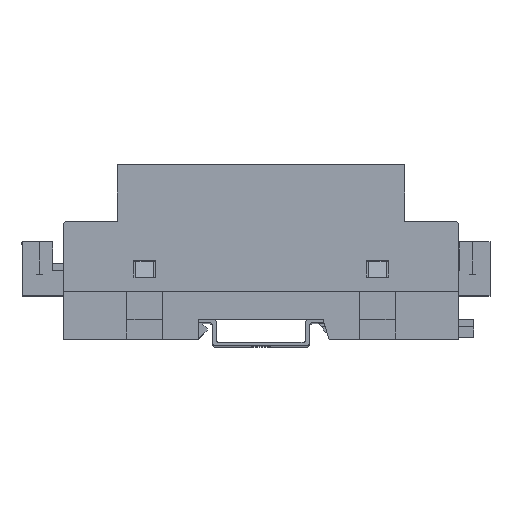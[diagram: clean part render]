
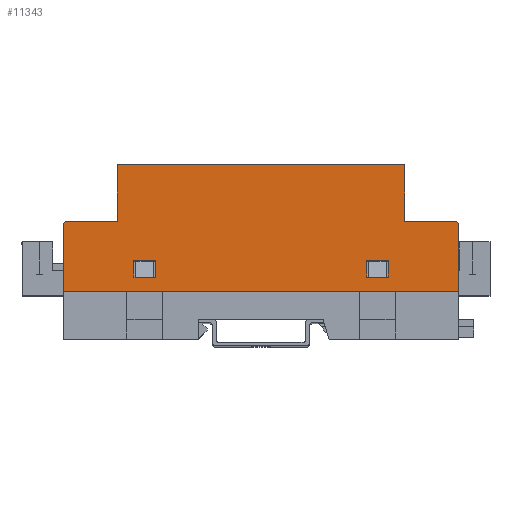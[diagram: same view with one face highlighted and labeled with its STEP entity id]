
A CAD part, top view. The second image highlights one B-rep face of the part: STEP entity #11343.
In plain terms, the highlighted face is planar.
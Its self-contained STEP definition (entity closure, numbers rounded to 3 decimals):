
#168 = DIRECTION ( 'NONE',  ( -1., 0., 0. ) ) ;
#514 = CARTESIAN_POINT ( 'NONE',  ( -40., 19.6, -52.5 ) ) ;
#1633 = CARTESIAN_POINT ( 'NONE',  ( 35.4, 8.7, -52.5 ) ) ;
#1677 = CARTESIAN_POINT ( 'NONE',  ( 35.4, 4., -52.5 ) ) ;
#1760 = DIRECTION ( 'NONE',  ( -1., 0., 0. ) ) ;
#2062 = ORIENTED_EDGE ( 'NONE', *, *, #20248, .T. ) ;
#2670 = DIRECTION ( 'NONE',  ( 1., 0., 0. ) ) ;
#2832 = VECTOR ( 'NONE', #37379, 1000. ) ;
#3135 = ORIENTED_EDGE ( 'NONE', *, *, #15765, .F. ) ;
#3462 = DIRECTION ( 'NONE',  ( 1., 0., 0. ) ) ;
#3624 = ORIENTED_EDGE ( 'NONE', *, *, #12170, .F. ) ;
#3709 = VERTEX_POINT ( 'NONE', #39016 ) ;
#4058 = LINE ( 'NONE', #11015, #22783 ) ;
#4293 = CARTESIAN_POINT ( 'NONE',  ( -54., 19.6, -52.5 ) ) ;
#4316 = VERTEX_POINT ( 'NONE', #18481 ) ;
#4589 = VECTOR ( 'NONE', #36391, 1000. ) ;
#4669 = ORIENTED_EDGE ( 'NONE', *, *, #9925, .F. ) ;
#4740 = LINE ( 'NONE', #6691, #2832 ) ;
#4884 = VERTEX_POINT ( 'NONE', #11724 ) ;
#4912 = VERTEX_POINT ( 'NONE', #514 ) ;
#4982 = CARTESIAN_POINT ( 'NONE',  ( 55., 18.6, -52.5 ) ) ;
#5140 = VERTEX_POINT ( 'NONE', #28157 ) ;
#5521 = LINE ( 'NONE', #37440, #24725 ) ;
#6671 = LINE ( 'NONE', #35116, #39235 ) ;
#6683 = EDGE_CURVE ( 'NONE', #16230, #35934, #5521, .T. ) ;
#6691 = CARTESIAN_POINT ( 'NONE',  ( -35.4, 8.7, -52.5 ) ) ;
#6841 = DIRECTION ( 'NONE',  ( -1., 0., 0. ) ) ;
#6994 = LINE ( 'NONE', #29759, #14186 ) ;
#7417 = CARTESIAN_POINT ( 'NONE',  ( 40., 35.3, -52.5 ) ) ;
#7983 = VECTOR ( 'NONE', #17713, 1000. ) ;
#8005 = VECTOR ( 'NONE', #34986, 1000. ) ;
#8172 = ORIENTED_EDGE ( 'NONE', *, *, #30355, .F. ) ;
#8419 = ORIENTED_EDGE ( 'NONE', *, *, #33992, .F. ) ;
#8436 = ORIENTED_EDGE ( 'NONE', *, *, #15830, .F. ) ;
#8847 = LINE ( 'NONE', #20665, #22780 ) ;
#8858 = VERTEX_POINT ( 'NONE', #21563 ) ;
#9079 = LINE ( 'NONE', #18658, #11012 ) ;
#9092 = ORIENTED_EDGE ( 'NONE', *, *, #37854, .T. ) ;
#9780 = AXIS2_PLACEMENT_3D ( 'NONE', #32110, #26348, #17095 ) ;
#9925 = EDGE_CURVE ( 'NONE', #35711, #26020, #11985, .T. ) ;
#10325 = CARTESIAN_POINT ( 'NONE',  ( 55., 19.6, -52.5 ) ) ;
#10482 = CARTESIAN_POINT ( 'NONE',  ( -29.4, 4., -52.5 ) ) ;
#10615 = EDGE_CURVE ( 'NONE', #26020, #35046, #4740, .T. ) ;
#11012 = VECTOR ( 'NONE', #6841, 1000. ) ;
#11015 = CARTESIAN_POINT ( 'NONE',  ( -29.4, 8.7, -52.5 ) ) ;
#11186 = VECTOR ( 'NONE', #18152, 1000. ) ;
#11200 = CARTESIAN_POINT ( 'NONE',  ( -54., 18.6, -52.5 ) ) ;
#11343 = ADVANCED_FACE ( 'NONE', ( #37753, #39146, #19550 ), #14843, .F. ) ;
#11692 = CARTESIAN_POINT ( 'NONE',  ( 35.4, 8.7, -52.5 ) ) ;
#11724 = CARTESIAN_POINT ( 'NONE',  ( 35.4, 4., -52.5 ) ) ;
#11979 = EDGE_LOOP ( 'NONE', ( #8419, #9092, #21377, #18887, #8436, #2062, #3135, #38476, #23335, #12188 ) ) ;
#11985 = LINE ( 'NONE', #24143, #18717 ) ;
#12170 = EDGE_CURVE ( 'NONE', #4884, #16230, #15880, .T. ) ;
#12188 = ORIENTED_EDGE ( 'NONE', *, *, #26738, .F. ) ;
#12806 = LINE ( 'NONE', #13033, #16149 ) ;
#13033 = CARTESIAN_POINT ( 'NONE',  ( 40., 19.6, -52.5 ) ) ;
#13313 = DIRECTION ( 'NONE',  ( 0., 1., 0. ) ) ;
#13688 = CARTESIAN_POINT ( 'NONE',  ( -55., 18.6, -52.5 ) ) ;
#14186 = VECTOR ( 'NONE', #29633, 1000. ) ;
#14584 = DIRECTION ( 'NONE',  ( 1., 0., 0. ) ) ;
#14619 = DIRECTION ( 'NONE',  ( 0., 1., 0. ) ) ;
#14623 = VERTEX_POINT ( 'NONE', #13688 ) ;
#14664 = EDGE_LOOP ( 'NONE', ( #19401, #16504, #3624, #8172 ) ) ;
#14740 = CARTESIAN_POINT ( 'NONE',  ( 35.4, 8.7, -52.5 ) ) ;
#14843 = PLANE ( 'NONE',  #35362 ) ;
#15765 = EDGE_CURVE ( 'NONE', #4912, #25597, #32401, .T. ) ;
#15830 = EDGE_CURVE ( 'NONE', #14623, #8858, #6994, .T. ) ;
#15845 = VERTEX_POINT ( 'NONE', #4982 ) ;
#15880 = LINE ( 'NONE', #1677, #27368 ) ;
#16149 = VECTOR ( 'NONE', #19219, 1000. ) ;
#16230 = VERTEX_POINT ( 'NONE', #30920 ) ;
#16504 = ORIENTED_EDGE ( 'NONE', *, *, #6683, .F. ) ;
#16548 = CARTESIAN_POINT ( 'NONE',  ( -40., 35.3, -52.5 ) ) ;
#16796 = DIRECTION ( 'NONE',  ( -1., 0., 0. ) ) ;
#17095 = DIRECTION ( 'NONE',  ( 1., 0., 0. ) ) ;
#17713 = DIRECTION ( 'NONE',  ( 0., -1., 0. ) ) ;
#18065 = LINE ( 'NONE', #20287, #7983 ) ;
#18152 = DIRECTION ( 'NONE',  ( 0., -1., 0. ) ) ;
#18481 = CARTESIAN_POINT ( 'NONE',  ( 54., 19.6, -52.5 ) ) ;
#18658 = CARTESIAN_POINT ( 'NONE',  ( -55., 35.3, -52.5 ) ) ;
#18717 = VECTOR ( 'NONE', #168, 1000. ) ;
#18887 = ORIENTED_EDGE ( 'NONE', *, *, #25697, .T. ) ;
#18925 = AXIS2_PLACEMENT_3D ( 'NONE', #11200, #30230, #2670 ) ;
#19219 = DIRECTION ( 'NONE',  ( 0., 1., 0. ) ) ;
#19401 = ORIENTED_EDGE ( 'NONE', *, *, #27371, .F. ) ;
#19423 = EDGE_CURVE ( 'NONE', #15845, #3709, #18065, .T. ) ;
#19550 = FACE_OUTER_BOUND ( 'NONE', #11979, .T. ) ;
#19827 = LINE ( 'NONE', #11692, #11186 ) ;
#20248 = EDGE_CURVE ( 'NONE', #14623, #25597, #28497, .T. ) ;
#20287 = CARTESIAN_POINT ( 'NONE',  ( 55., 35.3, -52.5 ) ) ;
#20665 = CARTESIAN_POINT ( 'NONE',  ( -40., 19.6, -52.5 ) ) ;
#21045 = ORIENTED_EDGE ( 'NONE', *, *, #35281, .F. ) ;
#21047 = CIRCLE ( 'NONE', #9780, 1. ) ;
#21377 = ORIENTED_EDGE ( 'NONE', *, *, #19423, .T. ) ;
#21563 = CARTESIAN_POINT ( 'NONE',  ( -55., 0., -52.5 ) ) ;
#21817 = CARTESIAN_POINT ( 'NONE',  ( -29.4, 8.7, -52.5 ) ) ;
#22196 = CARTESIAN_POINT ( 'NONE',  ( -35.4, 4., -52.5 ) ) ;
#22780 = VECTOR ( 'NONE', #14619, 1000. ) ;
#22783 = VECTOR ( 'NONE', #35289, 1000. ) ;
#23335 = ORIENTED_EDGE ( 'NONE', *, *, #25411, .F. ) ;
#23421 = LINE ( 'NONE', #21817, #37350 ) ;
#24143 = CARTESIAN_POINT ( 'NONE',  ( -29.4, 4., -52.5 ) ) ;
#24353 = DIRECTION ( 'NONE',  ( 0., 0., 1. ) ) ;
#24725 = VECTOR ( 'NONE', #13313, 1000. ) ;
#25411 = EDGE_CURVE ( 'NONE', #26769, #31653, #9079, .T. ) ;
#25597 = VERTEX_POINT ( 'NONE', #4293 ) ;
#25697 = EDGE_CURVE ( 'NONE', #3709, #8858, #6671, .T. ) ;
#26020 = VERTEX_POINT ( 'NONE', #22196 ) ;
#26348 = DIRECTION ( 'NONE',  ( 0., 0., -1. ) ) ;
#26738 = EDGE_CURVE ( 'NONE', #5140, #26769, #12806, .T. ) ;
#26769 = VERTEX_POINT ( 'NONE', #7417 ) ;
#27368 = VECTOR ( 'NONE', #38607, 1000. ) ;
#27371 = EDGE_CURVE ( 'NONE', #35934, #30823, #36726, .T. ) ;
#28028 = EDGE_CURVE ( 'NONE', #4912, #31653, #8847, .T. ) ;
#28157 = CARTESIAN_POINT ( 'NONE',  ( 40., 19.6, -52.5 ) ) ;
#28497 = CIRCLE ( 'NONE', #18925, 1. ) ;
#28842 = CARTESIAN_POINT ( 'NONE',  ( -40., 19.6, -52.5 ) ) ;
#29633 = DIRECTION ( 'NONE',  ( 0., -1., 0. ) ) ;
#29759 = CARTESIAN_POINT ( 'NONE',  ( -55., 35.3, -52.5 ) ) ;
#30230 = DIRECTION ( 'NONE',  ( 0., 0., -1. ) ) ;
#30355 = EDGE_CURVE ( 'NONE', #30823, #4884, #19827, .T. ) ;
#30493 = ORIENTED_EDGE ( 'NONE', *, *, #37613, .F. ) ;
#30823 = VERTEX_POINT ( 'NONE', #14740 ) ;
#30920 = CARTESIAN_POINT ( 'NONE',  ( 29.4, 4., -52.5 ) ) ;
#31653 = VERTEX_POINT ( 'NONE', #16548 ) ;
#32110 = CARTESIAN_POINT ( 'NONE',  ( 54., 18.6, -52.5 ) ) ;
#32401 = LINE ( 'NONE', #28842, #39548 ) ;
#33324 = CARTESIAN_POINT ( 'NONE',  ( -55., 35.3, -52.5 ) ) ;
#33992 = EDGE_CURVE ( 'NONE', #4316, #5140, #39167, .T. ) ;
#34583 = CARTESIAN_POINT ( 'NONE',  ( -29.4, 8.7, -52.5 ) ) ;
#34986 = DIRECTION ( 'NONE',  ( -1., 0., 0. ) ) ;
#35046 = VERTEX_POINT ( 'NONE', #36913 ) ;
#35116 = CARTESIAN_POINT ( 'NONE',  ( -55., 0., -52.5 ) ) ;
#35281 = EDGE_CURVE ( 'NONE', #35763, #35711, #4058, .T. ) ;
#35289 = DIRECTION ( 'NONE',  ( 0., -1., 0. ) ) ;
#35362 = AXIS2_PLACEMENT_3D ( 'NONE', #33324, #24353, #14584 ) ;
#35564 = EDGE_LOOP ( 'NONE', ( #4669, #21045, #30493, #37908 ) ) ;
#35711 = VERTEX_POINT ( 'NONE', #10482 ) ;
#35763 = VERTEX_POINT ( 'NONE', #34583 ) ;
#35934 = VERTEX_POINT ( 'NONE', #39327 ) ;
#36391 = DIRECTION ( 'NONE',  ( 1., 0., 0. ) ) ;
#36726 = LINE ( 'NONE', #1633, #4589 ) ;
#36913 = CARTESIAN_POINT ( 'NONE',  ( -35.4, 8.7, -52.5 ) ) ;
#37350 = VECTOR ( 'NONE', #3462, 1000. ) ;
#37379 = DIRECTION ( 'NONE',  ( 0., 1., 0. ) ) ;
#37440 = CARTESIAN_POINT ( 'NONE',  ( 29.4, 8.7, -52.5 ) ) ;
#37613 = EDGE_CURVE ( 'NONE', #35046, #35763, #23421, .T. ) ;
#37753 = FACE_BOUND ( 'NONE', #35564, .T. ) ;
#37854 = EDGE_CURVE ( 'NONE', #4316, #15845, #21047, .T. ) ;
#37908 = ORIENTED_EDGE ( 'NONE', *, *, #10615, .F. ) ;
#38476 = ORIENTED_EDGE ( 'NONE', *, *, #28028, .T. ) ;
#38607 = DIRECTION ( 'NONE',  ( -1., 0., 0. ) ) ;
#39016 = CARTESIAN_POINT ( 'NONE',  ( 55., 0., -52.5 ) ) ;
#39146 = FACE_BOUND ( 'NONE', #14664, .T. ) ;
#39167 = LINE ( 'NONE', #10325, #8005 ) ;
#39235 = VECTOR ( 'NONE', #1760, 1000. ) ;
#39327 = CARTESIAN_POINT ( 'NONE',  ( 29.4, 8.7, -52.5 ) ) ;
#39548 = VECTOR ( 'NONE', #16796, 1000. ) ;
